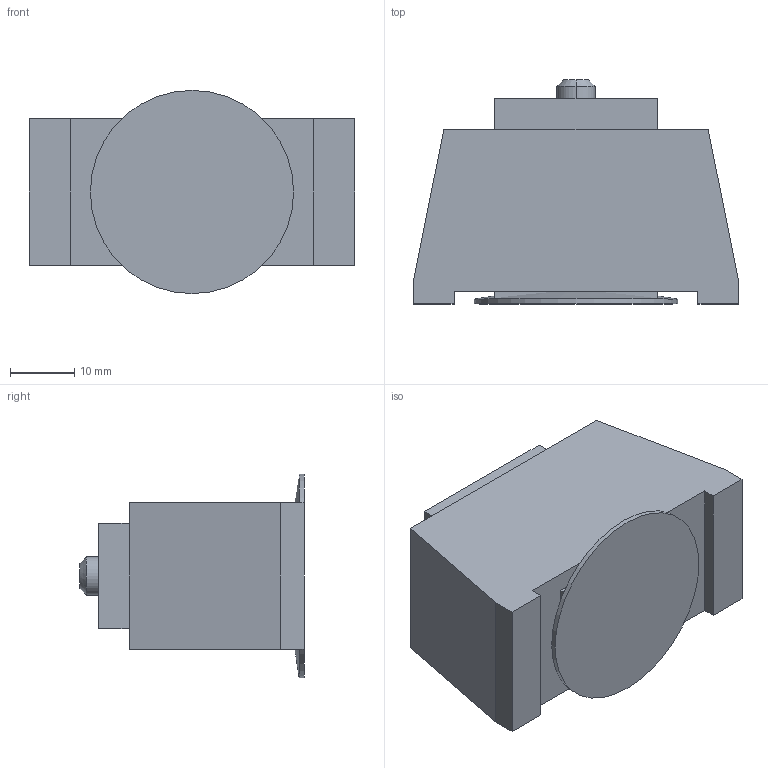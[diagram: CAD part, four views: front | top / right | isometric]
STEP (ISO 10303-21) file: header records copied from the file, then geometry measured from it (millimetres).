
FILE_DESCRIPTION (( 'STEP AP214' ), '1' );
FILE_NAME ('CS125-6M35M( ).STEP', '2020-06-22T20:09:05', ( '' ), ( '' ), 'SwSTEP 2.0', 'SolidWorks 2019', '' );
FILE_SCHEMA (( 'AUTOMOTIVE_DESIGN' ));
Length unit declared in the file: inch
Products named in the file (3): CS125-6M35M( ); Fixture Rectangular Square
Assembly tree (2 placements, depth 2):
  CS125-6M35M( )
    CS125-6M35M( )
    Fixture Rectangular Square
Bounding box: 50.8 x 35 x 31.75 mm (x, y, z)
Volume: 32145.1 mm3; surface area: 8652.9 mm2
Topology: 2 solids, 2 shells, 33 faces, 74 edges, 48 vertices
Faces by surface type: plane 25, cone 4, cylinder 4
Entity records: 1084 total; most frequent: DIRECTION 162, CARTESIAN_POINT 160, ORIENTED_EDGE 148, EDGE_CURVE 74, LINE 62, VECTOR 62, AXIS2_PLACEMENT_3D 50, VERTEX_POINT 48
